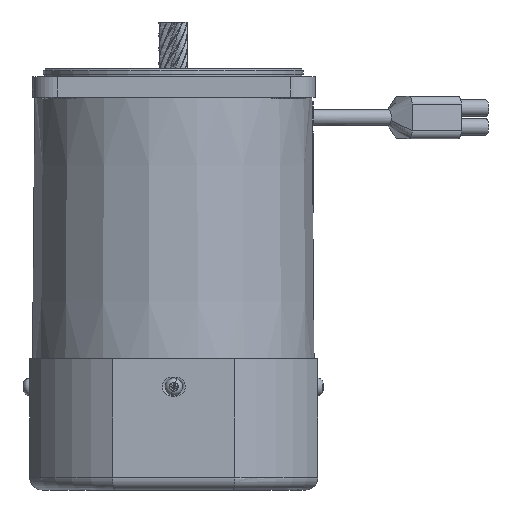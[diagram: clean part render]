
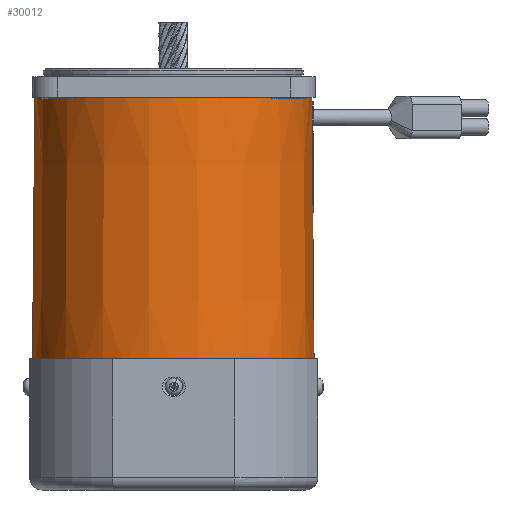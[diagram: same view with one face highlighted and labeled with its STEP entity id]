
A CAD part, front view. The second image highlights one B-rep face of the part: STEP entity #30012.
In plain terms, the highlighted conical face has half-angle 0.5 degrees and reference radius 45.1 mm.
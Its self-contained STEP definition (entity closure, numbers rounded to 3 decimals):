
#23028 = CARTESIAN_POINT ( 'NONE',  ( 11.504, 0., -45. ) ) ;
#23054 = CARTESIAN_POINT ( 'NONE',  ( 11.504, 0., 45. ) ) ;
#23434 = CARTESIAN_POINT ( 'NONE',  ( 0., 0., 0. ) ) ;
#23456 = DIRECTION ( 'NONE',  ( -1., 0., -0.009 ) ) ;
#23457 = VECTOR ( 'NONE', #23456, 1000. ) ;
#23458 = CARTESIAN_POINT ( 'NONE',  ( 0., 0., -45.1 ) ) ;
#23459 = CIRCLE ( 'NONE', #23500, 44.24 ) ;
#23461 = DIRECTION ( 'NONE',  ( -1., 0., 0.009 ) ) ;
#23462 = VECTOR ( 'NONE', #23461, 1000. ) ;
#23463 = LINE ( 'NONE', #23458, #23457 ) ;
#23464 = CIRCLE ( 'NONE', #23513, 45. ) ;
#23465 = DIRECTION ( 'NONE',  ( 0., 0., -1. ) ) ;
#23466 = DIRECTION ( 'NONE',  ( -1., 0., 0. ) ) ;
#23467 = LINE ( 'NONE', #23472, #23462 ) ;
#23468 = CARTESIAN_POINT ( 'NONE',  ( 98.5, 0., 0. ) ) ;
#23471 = CONICAL_SURFACE ( 'NONE', #23479, 45.1, 0.009 ) ;
#23472 = CARTESIAN_POINT ( 'NONE',  ( 0., 0., 45.1 ) ) ;
#23479 = AXIS2_PLACEMENT_3D ( 'NONE', #23434, #23466, #23465 ) ;
#23486 = FACE_OUTER_BOUND ( 'NONE', #30025, .T. ) ;
#23498 = DIRECTION ( 'NONE',  ( 0., 0., -1. ) ) ;
#23499 = DIRECTION ( 'NONE',  ( 1., 0., 0. ) ) ;
#23500 = AXIS2_PLACEMENT_3D ( 'NONE', #23468, #23499, #23498 ) ;
#23507 = CARTESIAN_POINT ( 'NONE',  ( 98.5, 0., -44.24 ) ) ;
#23510 = DIRECTION ( 'NONE',  ( 0., 0., 1. ) ) ;
#23511 = DIRECTION ( 'NONE',  ( 1., 0., 0. ) ) ;
#23512 = CARTESIAN_POINT ( 'NONE',  ( 11.504, 0., 0. ) ) ;
#23513 = AXIS2_PLACEMENT_3D ( 'NONE', #23512, #23511, #23510 ) ;
#23514 = CARTESIAN_POINT ( 'NONE',  ( 98.5, 0., 44.24 ) ) ;
#29803 = VERTEX_POINT ( 'NONE', #23028 ) ;
#29806 = VERTEX_POINT ( 'NONE', #23054 ) ;
#30011 = ORIENTED_EDGE ( 'NONE', *, *, #30015, .F. ) ;
#30012 = ADVANCED_FACE ( 'NONE', ( #23486 ), #23471, .T. ) ;
#30013 = ORIENTED_EDGE ( 'NONE', *, *, #30026, .F. ) ;
#30014 = EDGE_CURVE ( 'NONE', #30023, #29806, #23467, .T. ) ;
#30015 = EDGE_CURVE ( 'NONE', #30024, #29803, #23463, .T. ) ;
#30017 = ORIENTED_EDGE ( 'NONE', *, *, #30014, .T. ) ;
#30018 = EDGE_CURVE ( 'NONE', #29806, #29803, #23464, .T. ) ;
#30023 = VERTEX_POINT ( 'NONE', #23514 ) ;
#30024 = VERTEX_POINT ( 'NONE', #23507 ) ;
#30025 = EDGE_LOOP ( 'NONE', ( #30013, #30017, #30028, #30011 ) ) ;
#30026 = EDGE_CURVE ( 'NONE', #30023, #30024, #23459, .T. ) ;
#30028 = ORIENTED_EDGE ( 'NONE', *, *, #30018, .T. ) ;
